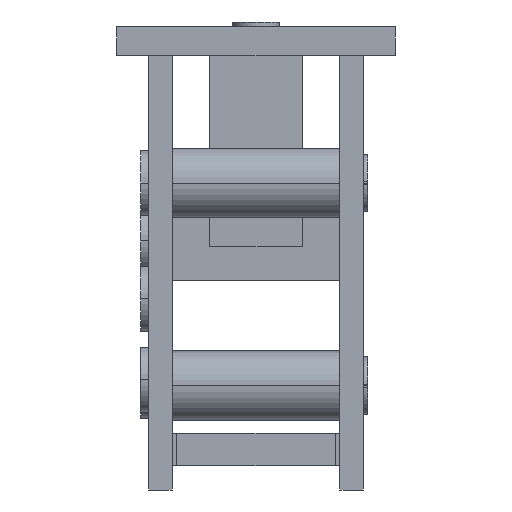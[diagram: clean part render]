
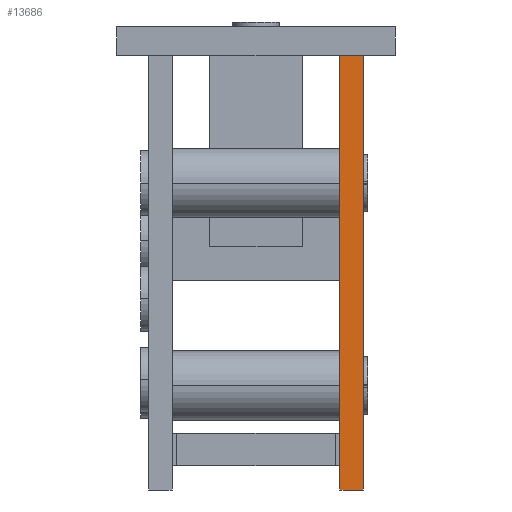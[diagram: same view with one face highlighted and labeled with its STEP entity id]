
A CAD part, front view. The second image highlights one B-rep face of the part: STEP entity #13686.
In plain terms, the highlighted planar face has unit normal (0, -1, 0).
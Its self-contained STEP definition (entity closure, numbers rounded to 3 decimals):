
#161 = VERTEX_POINT ( 'NONE', #16509 ) ;
#474 = ORIENTED_EDGE ( 'NONE', *, *, #7998, .T. ) ;
#978 = EDGE_LOOP ( 'NONE', ( #474, #4366, #13859, #8616 ) ) ;
#1331 = EDGE_CURVE ( 'NONE', #15328, #161, #8710, .T. ) ;
#1456 = CARTESIAN_POINT ( 'NONE',  ( 7.25, -48.5, -37.5 ) ) ;
#1612 = VERTEX_POINT ( 'NONE', #2698 ) ;
#2560 = DIRECTION ( 'NONE',  ( 0., 1., 0. ) ) ;
#2698 = CARTESIAN_POINT ( 'NONE',  ( 7.25, -48.5, -37.5 ) ) ;
#3441 = VECTOR ( 'NONE', #9509, 1000. ) ;
#3561 = VECTOR ( 'NONE', #14392, 1000. ) ;
#4366 = ORIENTED_EDGE ( 'NONE', *, *, #15397, .F. ) ;
#4418 = LINE ( 'NONE', #7572, #3561 ) ;
#6120 = LINE ( 'NONE', #14724, #13847 ) ;
#7572 = CARTESIAN_POINT ( 'NONE',  ( 7.25, -48.5, 0. ) ) ;
#7590 = LINE ( 'NONE', #15163, #3441 ) ;
#7734 = CARTESIAN_POINT ( 'NONE',  ( 7.25, -48.5, 0. ) ) ;
#7998 = EDGE_CURVE ( 'NONE', #161, #12286, #4418, .T. ) ;
#8616 = ORIENTED_EDGE ( 'NONE', *, *, #1331, .T. ) ;
#8710 = LINE ( 'NONE', #15644, #16645 ) ;
#9068 = DIRECTION ( 'NONE',  ( 0., 0., 1. ) ) ;
#9509 = DIRECTION ( 'NONE',  ( -1., 0., 0. ) ) ;
#11326 = FACE_OUTER_BOUND ( 'NONE', #978, .T. ) ;
#12286 = VERTEX_POINT ( 'NONE', #7734 ) ;
#12344 = DIRECTION ( 'NONE',  ( 0., 0., 1. ) ) ;
#12660 = EDGE_CURVE ( 'NONE', #15328, #1612, #7590, .T. ) ;
#12869 = CARTESIAN_POINT ( 'NONE',  ( 9.25, -48.5, -37.5 ) ) ;
#13686 = ADVANCED_FACE ( 'NONE', ( #11326 ), #16766, .F. ) ;
#13847 = VECTOR ( 'NONE', #9068, 1000. ) ;
#13859 = ORIENTED_EDGE ( 'NONE', *, *, #12660, .F. ) ;
#13971 = AXIS2_PLACEMENT_3D ( 'NONE', #1456, #2560, #12344 ) ;
#14392 = DIRECTION ( 'NONE',  ( -1., 0., 0. ) ) ;
#14724 = CARTESIAN_POINT ( 'NONE',  ( 7.25, -48.5, -37.5 ) ) ;
#15163 = CARTESIAN_POINT ( 'NONE',  ( 7.25, -48.5, -37.5 ) ) ;
#15328 = VERTEX_POINT ( 'NONE', #12869 ) ;
#15397 = EDGE_CURVE ( 'NONE', #1612, #12286, #6120, .T. ) ;
#15644 = CARTESIAN_POINT ( 'NONE',  ( 9.25, -48.5, -37.5 ) ) ;
#16509 = CARTESIAN_POINT ( 'NONE',  ( 9.25, -48.5, 0. ) ) ;
#16645 = VECTOR ( 'NONE', #17045, 1000. ) ;
#16766 = PLANE ( 'NONE',  #13971 ) ;
#17045 = DIRECTION ( 'NONE',  ( 0., 0., 1. ) ) ;
